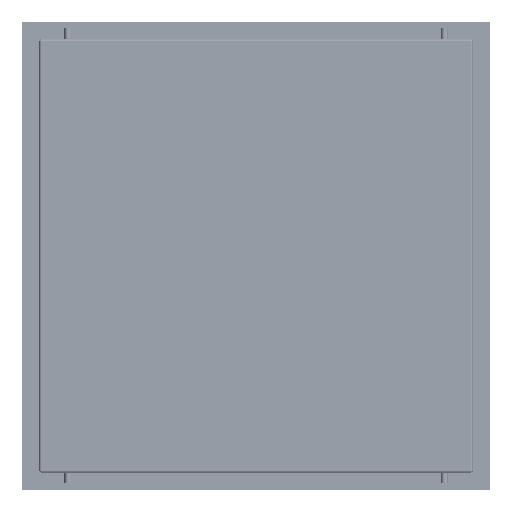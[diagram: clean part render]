
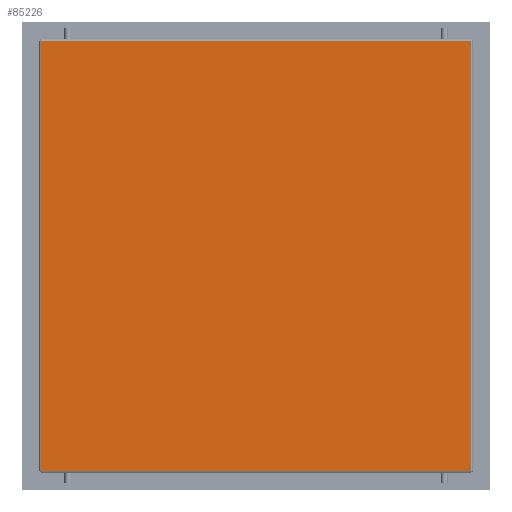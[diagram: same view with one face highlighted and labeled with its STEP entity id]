
A CAD part, front view. The second image highlights one B-rep face of the part: STEP entity #85226.
In plain terms, the highlighted face is planar.
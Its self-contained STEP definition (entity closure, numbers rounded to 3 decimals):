
#9186 = EDGE_LOOP ( 'NONE', ( #15367, #232144, #130303, #52708 ) ) ;
#14842 = CARTESIAN_POINT ( 'NONE',  ( -132.39, -300.821, -12.845 ) ) ;
#15367 = ORIENTED_EDGE ( 'NONE', *, *, #302139, .T. ) ;
#38526 = DIRECTION ( 'NONE',  ( 0., 1., 0. ) ) ;
#42530 = VECTOR ( 'NONE', #194917, 1000. ) ;
#46138 = DIRECTION ( 'NONE',  ( -1., 0., 0. ) ) ;
#48251 = CARTESIAN_POINT ( 'NONE',  ( 412.81, -300.821, -12.845 ) ) ;
#52708 = ORIENTED_EDGE ( 'NONE', *, *, #208895, .T. ) ;
#76871 = DIRECTION ( 'NONE',  ( 1., 0., 0. ) ) ;
#82362 = CARTESIAN_POINT ( 'NONE',  ( -134.79, -300.821, -12.845 ) ) ;
#85226 = ADVANCED_FACE ( 'Defeature completata1_49', ( #85699 ), #188308, .F. ) ;
#85699 = FACE_OUTER_BOUND ( 'NONE', #9186, .T. ) ;
#95159 = DIRECTION ( 'NONE',  ( 0., 0., 1. ) ) ;
#103826 = LINE ( 'NONE', #329211, #190366 ) ;
#110950 = CARTESIAN_POINT ( 'NONE',  ( 412.81, -298.421, -12.845 ) ) ;
#130303 = ORIENTED_EDGE ( 'NONE', *, *, #192044, .T. ) ;
#134437 = VECTOR ( 'NONE', #46138, 1000. ) ;
#137265 = VERTEX_POINT ( 'NONE', #209420 ) ;
#144322 = LINE ( 'NONE', #48251, #42530 ) ;
#187463 = VERTEX_POINT ( 'NONE', #110950 ) ;
#188308 = PLANE ( 'NONE',  #316650 ) ;
#190033 = EDGE_CURVE ( 'Defeature completata1_49+Defeature completata1_95+Defeature completata1_90+Defeature completata1_96', #187463, #241528, #276685, .T. ) ;
#190366 = VECTOR ( 'NONE', #76871, 1000. ) ;
#192044 = EDGE_CURVE ( 'Defeature completata1_49+Defeature completata1_96+Defeature completata1_95+Defeature completata1_91', #241528, #137265, #297649, .T. ) ;
#194917 = DIRECTION ( 'NONE',  ( 0., -1., 0. ) ) ;
#197803 = DIRECTION ( 'NONE',  ( 0., -1., 0. ) ) ;
#208895 = EDGE_CURVE ( 'Defeature completata1_49+Defeature completata1_91+Defeature completata1_96+Defeature completata1_90', #137265, #240089, #103826, .T. ) ;
#209420 = CARTESIAN_POINT ( 'NONE',  ( -132.39, 246.779, -12.845 ) ) ;
#232144 = ORIENTED_EDGE ( 'NONE', *, *, #190033, .T. ) ;
#240089 = VERTEX_POINT ( 'NONE', #251368 ) ;
#241528 = VERTEX_POINT ( 'NONE', #284998 ) ;
#251368 = CARTESIAN_POINT ( 'NONE',  ( 412.81, 246.779, -12.845 ) ) ;
#276685 = LINE ( 'NONE', #300384, #134437 ) ;
#284998 = CARTESIAN_POINT ( 'NONE',  ( -132.39, -298.421, -12.845 ) ) ;
#297649 = LINE ( 'NONE', #14842, #312404 ) ;
#300384 = CARTESIAN_POINT ( 'NONE',  ( -134.79, -298.421, -12.845 ) ) ;
#302139 = EDGE_CURVE ( 'Defeature completata1_49+Defeature completata1_90+Defeature completata1_91+Defeature completata1_95', #240089, #187463, #144322, .T. ) ;
#312404 = VECTOR ( 'NONE', #38526, 1000. ) ;
#316650 = AXIS2_PLACEMENT_3D ( 'NONE', #82362, #95159, #197803 ) ;
#329211 = CARTESIAN_POINT ( 'NONE',  ( -134.79, 246.779, -12.845 ) ) ;
